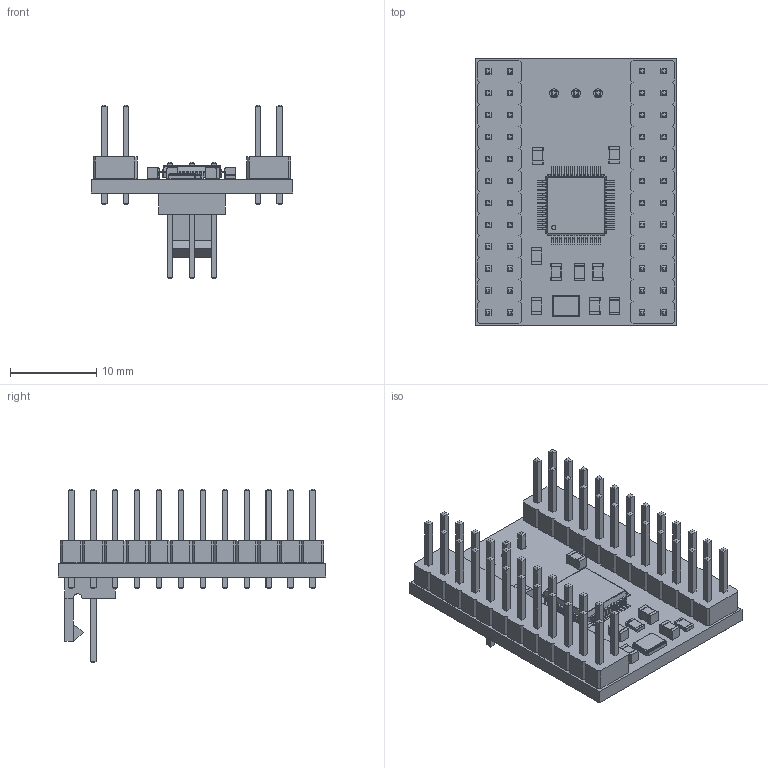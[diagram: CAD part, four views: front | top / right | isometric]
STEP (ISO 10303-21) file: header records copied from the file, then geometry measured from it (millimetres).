
FILE_DESCRIPTION(('KiCad electronic assembly'),'2;1');
FILE_NAME('ch32v203-breakout.step','2024-10-29T09:41:15',('Pcbnew'),( 'Kicad'),'Open CASCADE STEP processor 7.8','KiCad to STEP converter' ,'Unknown');
FILE_SCHEMA(('AUTOMOTIVE_DESIGN { 1 0 10303 214 1 1 1 1 }'));
Length unit declared in the file: millimetre
Products named in the file (14): ch32v203-breakout 1; PinHeader_2x12_P2.54mm_Vertical; PinHeader_2x12_P254mm_Vertical; R_0805_2012Metric; C_0805_2012Metric; Crystal_SMD_3225-4Pin_3.2x2.5mm; FanPinHeader_1x03_P2.54mm_Vertical; Fan_Pin_Header_Straight_1x03; LQFP-48_7x7mm_P0.5mm; LQFP_48_7x7mm_P05mm; ch32v203-breakout_PCB
Assembly tree (21 placements, depth 3):
  ch32v203-breakout 1
    PinHeader_2x12_P2.54mm_Vertical  x2
      PinHeader_2x12_P254mm_Vertical
    R_0805_2012Metric  x2
      R_0805_2012Metric
    C_0805_2012Metric  x7
      C_0805_2012Metric
    Crystal_SMD_3225-4Pin_3.2x2.5mm
      Crystal_SMD_3225-4Pin_3.2x2.5mm
    FanPinHeader_1x03_P2.54mm_Vertical
      Fan_Pin_Header_Straight_1x03
    LQFP-48_7x7mm_P0.5mm
      LQFP_48_7x7mm_P05mm
    ch32v203-breakout_PCB
Bounding box: 23.37 x 30.99 x 20.14 mm (x, y, z)
Volume: 2292.3 mm3; surface area: 4498.4 mm2
Topology: 15 solids, 15 shells, 2187 faces, 5466 edges, 3428 vertices
Faces by surface type: plane 1748, cylinder 359, bspline 80
Full cylindrical faces by diameter (mm): 0.5 x1, 0.9 x2, 1 x48, 1.02 x3
Entity records: 57179 total; most frequent: CARTESIAN_POINT 10867, ORIENTED_EDGE 7568, DIRECTION 7140, EDGE_CURVE 3784, LINE 3170, VECTOR 3170, VERTEX_POINT 2372, AXIS2_PLACEMENT_3D 1985
